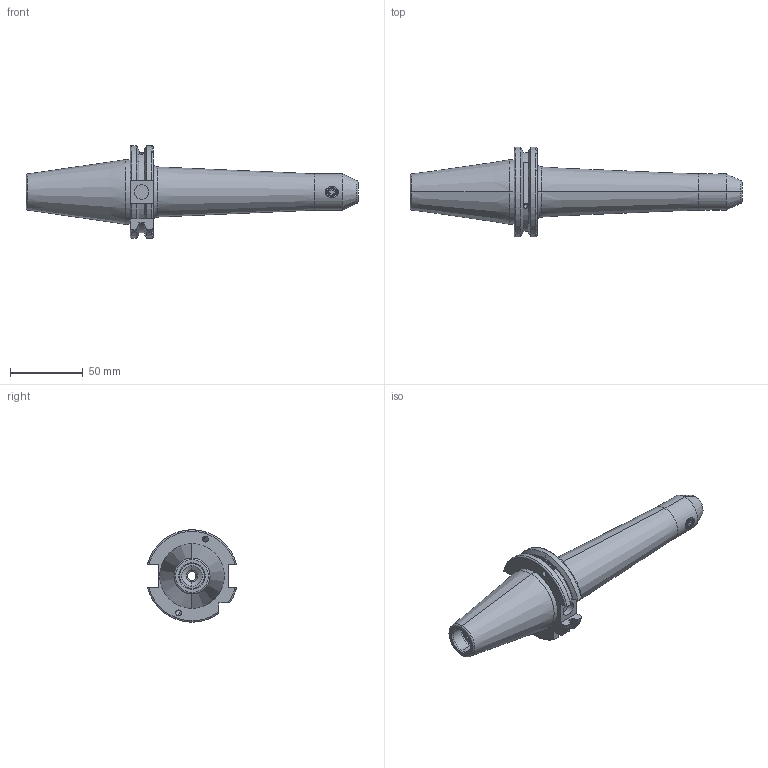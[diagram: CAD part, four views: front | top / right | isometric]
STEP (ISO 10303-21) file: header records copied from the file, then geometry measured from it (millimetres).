
FILE_DESCRIPTION (( 'STEP AP203' ), '1' );
FILE_NAME ('91406-WE706160.STEP', '2015-11-01T11:46:38', ( '' ), ( '' ), 'SwSTEP 2.0', 'SolidWorks 2009', '' );
FILE_SCHEMA (( 'CONFIG_CONTROL_DESIGN' ));
Length unit declared in the file: millimetre
Products named in the file (4): SK40 EM06 100 FTCWW; M6X10_DIN 913 - M6 x 10-N; Copy of M4X4_DIN 913 - M4 x 4-N; 91406-WE706160
Assembly tree (4 placements, depth 2):
  91406-WE706160
    M6X10_DIN 913 - M6 x 10-N
    Copy of M4X4_DIN 913 - M4 x 4-N  x2
    SK40 EM06 100 FTCWW
Bounding box: 228.4 x 61.48 x 63.55 mm (x, y, z)
Volume: 188095.3 mm3; surface area: 36309.7 mm2
Topology: 4 solids, 4 shells, 156 faces, 377 edges, 238 vertices
Faces by surface type: plane 56, cylinder 42, cone 36, torus 16, bspline 4, sphere 2
Entity records: 5110 total; most frequent: CARTESIAN_POINT 1329, DIRECTION 714, ORIENTED_EDGE 690, EDGE_CURVE 345, AXIS2_PLACEMENT_3D 279, VERTEX_POINT 218, EDGE_LOOP 161, VECTOR 156
